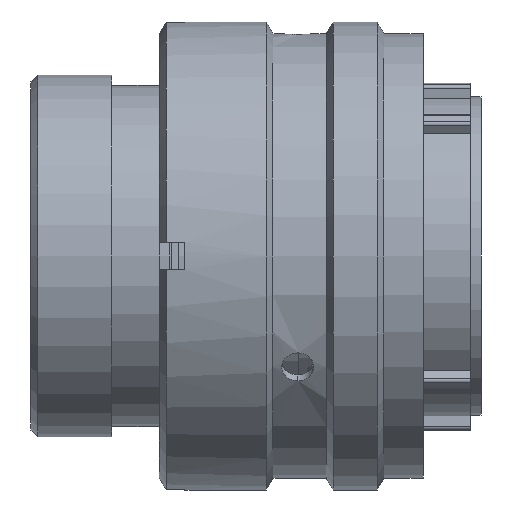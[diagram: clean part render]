
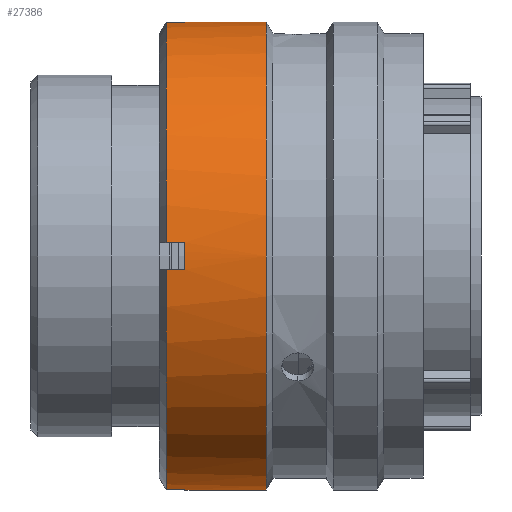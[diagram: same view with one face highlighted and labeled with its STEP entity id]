
A CAD part, front view. The second image highlights one B-rep face of the part: STEP entity #27386.
In plain terms, the highlighted cylindrical face has radius 17.35 mm (diameter 34.7 mm), a partial arc.
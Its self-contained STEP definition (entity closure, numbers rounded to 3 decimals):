
#1674 = VERTEX_POINT ( 'NONE', #6306 ) ;
#2069 = CARTESIAN_POINT ( 'NONE',  ( 29.07, -1., -17.321 ) ) ;
#3919 = EDGE_CURVE ( 'NONE', #46542, #63491, #29568, .T. ) ;
#6306 = CARTESIAN_POINT ( 'NONE',  ( 11.42, -1., -17.321 ) ) ;
#7967 = CARTESIAN_POINT ( 'NONE',  ( 10.02, -1., 17.321 ) ) ;
#8226 = CIRCLE ( 'NONE', #11382, 17.35 ) ;
#9859 = DIRECTION ( 'NONE',  ( 0., 0., -1. ) ) ;
#10094 = LINE ( 'NONE', #2069, #83400 ) ;
#10145 = VERTEX_POINT ( 'NONE', #49485 ) ;
#10526 = ORIENTED_EDGE ( 'NONE', *, *, #80313, .T. ) ;
#11051 = CARTESIAN_POINT ( 'NONE',  ( 11.42, -17.321, -1. ) ) ;
#11382 = AXIS2_PLACEMENT_3D ( 'NONE', #52384, #59263, #97922 ) ;
#11515 = DIRECTION ( 'NONE',  ( 1., 0., 0. ) ) ;
#12632 = DIRECTION ( 'NONE',  ( 1., 0., 0. ) ) ;
#12749 = EDGE_CURVE ( 'NONE', #63491, #78280, #23091, .T. ) ;
#13094 = DIRECTION ( 'NONE',  ( 1., 0., 0. ) ) ;
#14056 = CARTESIAN_POINT ( 'NONE',  ( 10.02, -17.321, 1. ) ) ;
#14353 = ORIENTED_EDGE ( 'NONE', *, *, #66917, .T. ) ;
#14968 = VERTEX_POINT ( 'NONE', #89066 ) ;
#16322 = DIRECTION ( 'NONE',  ( 1., 0., 0. ) ) ;
#16425 = DIRECTION ( 'NONE',  ( -1., 0., 0. ) ) ;
#17084 = VERTEX_POINT ( 'NONE', #30242 ) ;
#17123 = EDGE_CURVE ( 'NONE', #14968, #39046, #8226, .T. ) ;
#18220 = VERTEX_POINT ( 'NONE', #7967 ) ;
#18676 = ORIENTED_EDGE ( 'NONE', *, *, #17123, .T. ) ;
#19742 = DIRECTION ( 'NONE',  ( 1., 0., 0. ) ) ;
#20300 = DIRECTION ( 'NONE',  ( 1., 0., 0. ) ) ;
#21941 = AXIS2_PLACEMENT_3D ( 'NONE', #42167, #20300, #35570 ) ;
#23091 = CIRCLE ( 'NONE', #27921, 17.35 ) ;
#23171 = CARTESIAN_POINT ( 'NONE',  ( 11.42, 0., 17.35 ) ) ;
#24492 = DIRECTION ( 'NONE',  ( -1., 0., 0. ) ) ;
#24974 = LINE ( 'NONE', #57921, #27341 ) ;
#27341 = VECTOR ( 'NONE', #12632, 1000. ) ;
#27386 = ADVANCED_FACE ( 'NONE', ( #55944 ), #35880, .T. ) ;
#27737 = DIRECTION ( 'NONE',  ( 0., 0., -1. ) ) ;
#27921 = AXIS2_PLACEMENT_3D ( 'NONE', #93127, #48532, #9859 ) ;
#28644 = DIRECTION ( 'NONE',  ( 0., 0., 1. ) ) ;
#29568 = LINE ( 'NONE', #67986, #54408 ) ;
#29594 = EDGE_CURVE ( 'NONE', #17084, #82743, #51189, .T. ) ;
#30242 = CARTESIAN_POINT ( 'NONE',  ( 10.02, -17.321, -1. ) ) ;
#32727 = ORIENTED_EDGE ( 'NONE', *, *, #68631, .T. ) ;
#35570 = DIRECTION ( 'NONE',  ( 0., 0., -1. ) ) ;
#35880 = CYLINDRICAL_SURFACE ( 'NONE', #81675, 17.35 ) ;
#38913 = ORIENTED_EDGE ( 'NONE', *, *, #91683, .T. ) ;
#39046 = VERTEX_POINT ( 'NONE', #11051 ) ;
#39313 = LINE ( 'NONE', #46961, #77115 ) ;
#40847 = LINE ( 'NONE', #42290, #45598 ) ;
#41874 = CARTESIAN_POINT ( 'NONE',  ( 11.42, 0., 0. ) ) ;
#41897 = ORIENTED_EDGE ( 'NONE', *, *, #63253, .T. ) ;
#42167 = CARTESIAN_POINT ( 'NONE',  ( 10.02, 0., 0. ) ) ;
#42290 = CARTESIAN_POINT ( 'NONE',  ( 29.07, 0., -17.35 ) ) ;
#42494 = ORIENTED_EDGE ( 'NONE', *, *, #3919, .F. ) ;
#42791 = EDGE_CURVE ( 'NONE', #82743, #1674, #10094, .T. ) ;
#45586 = DIRECTION ( 'NONE',  ( 0., 0., -1. ) ) ;
#45598 = VECTOR ( 'NONE', #19742, 1000. ) ;
#46163 = EDGE_LOOP ( 'NONE', ( #42494, #38913, #66899, #32727, #10526, #18676, #71943, #84434, #52215, #41897, #14353, #72573 ) ) ;
#46542 = VERTEX_POINT ( 'NONE', #23171 ) ;
#46815 = EDGE_CURVE ( 'NONE', #49133, #18220, #39313, .T. ) ;
#46961 = CARTESIAN_POINT ( 'NONE',  ( 29.07, -1., 17.321 ) ) ;
#47202 = CARTESIAN_POINT ( 'NONE',  ( 10.02, -1., -17.321 ) ) ;
#47659 = CARTESIAN_POINT ( 'NONE',  ( 17.44, 0., -17.35 ) ) ;
#48532 = DIRECTION ( 'NONE',  ( 1., 0., 0. ) ) ;
#49133 = VERTEX_POINT ( 'NONE', #54137 ) ;
#49485 = CARTESIAN_POINT ( 'NONE',  ( 11.42, 0., -17.35 ) ) ;
#50737 = VECTOR ( 'NONE', #16425, 1000. ) ;
#51189 = CIRCLE ( 'NONE', #21941, 17.35 ) ;
#52215 = ORIENTED_EDGE ( 'NONE', *, *, #42791, .T. ) ;
#52384 = CARTESIAN_POINT ( 'NONE',  ( 11.42, 0., 0. ) ) ;
#54137 = CARTESIAN_POINT ( 'NONE',  ( 11.42, -1., 17.321 ) ) ;
#54408 = VECTOR ( 'NONE', #82227, 1000. ) ;
#55944 = FACE_OUTER_BOUND ( 'NONE', #46163, .T. ) ;
#56546 = CARTESIAN_POINT ( 'NONE',  ( 11.42, 0., 0. ) ) ;
#57921 = CARTESIAN_POINT ( 'NONE',  ( 29.07, -17.321, 1. ) ) ;
#59263 = DIRECTION ( 'NONE',  ( 1., 0., 0. ) ) ;
#63253 = EDGE_CURVE ( 'NONE', #1674, #10145, #74542, .T. ) ;
#63468 = AXIS2_PLACEMENT_3D ( 'NONE', #41874, #13094, #28644 ) ;
#63491 = VERTEX_POINT ( 'NONE', #90390 ) ;
#65980 = EDGE_CURVE ( 'NONE', #39046, #17084, #82644, .T. ) ;
#66899 = ORIENTED_EDGE ( 'NONE', *, *, #46815, .T. ) ;
#66917 = EDGE_CURVE ( 'NONE', #10145, #78280, #40847, .T. ) ;
#67706 = CARTESIAN_POINT ( 'NONE',  ( 10.02, 0., 0. ) ) ;
#67986 = CARTESIAN_POINT ( 'NONE',  ( 29.07, 0., 17.35 ) ) ;
#68631 = EDGE_CURVE ( 'NONE', #18220, #80655, #80970, .T. ) ;
#68682 = DIRECTION ( 'NONE',  ( 1., 0., 0. ) ) ;
#69553 = CIRCLE ( 'NONE', #90260, 17.35 ) ;
#71888 = AXIS2_PLACEMENT_3D ( 'NONE', #67706, #68682, #45586 ) ;
#71943 = ORIENTED_EDGE ( 'NONE', *, *, #65980, .T. ) ;
#72573 = ORIENTED_EDGE ( 'NONE', *, *, #12749, .F. ) ;
#74542 = CIRCLE ( 'NONE', #63468, 17.35 ) ;
#77115 = VECTOR ( 'NONE', #24492, 1000. ) ;
#78280 = VERTEX_POINT ( 'NONE', #47659 ) ;
#79621 = DIRECTION ( 'NONE',  ( 1., 0., 0. ) ) ;
#80313 = EDGE_CURVE ( 'NONE', #80655, #14968, #24974, .T. ) ;
#80655 = VERTEX_POINT ( 'NONE', #14056 ) ;
#80970 = CIRCLE ( 'NONE', #71888, 17.35 ) ;
#81675 = AXIS2_PLACEMENT_3D ( 'NONE', #86562, #11515, #27737 ) ;
#82227 = DIRECTION ( 'NONE',  ( 1., 0., 0. ) ) ;
#82644 = LINE ( 'NONE', #92406, #50737 ) ;
#82743 = VERTEX_POINT ( 'NONE', #47202 ) ;
#83400 = VECTOR ( 'NONE', #16322, 1000. ) ;
#84434 = ORIENTED_EDGE ( 'NONE', *, *, #29594, .T. ) ;
#86562 = CARTESIAN_POINT ( 'NONE',  ( 29.07, 0., 0. ) ) ;
#87289 = DIRECTION ( 'NONE',  ( 0., 0., 1. ) ) ;
#89066 = CARTESIAN_POINT ( 'NONE',  ( 11.42, -17.321, 1. ) ) ;
#90260 = AXIS2_PLACEMENT_3D ( 'NONE', #56546, #79621, #87289 ) ;
#90390 = CARTESIAN_POINT ( 'NONE',  ( 17.44, 0., 17.35 ) ) ;
#91683 = EDGE_CURVE ( 'NONE', #46542, #49133, #69553, .T. ) ;
#92406 = CARTESIAN_POINT ( 'NONE',  ( 29.07, -17.321, -1. ) ) ;
#93127 = CARTESIAN_POINT ( 'NONE',  ( 17.44, 0., 0. ) ) ;
#97922 = DIRECTION ( 'NONE',  ( 0., 0., 1. ) ) ;
